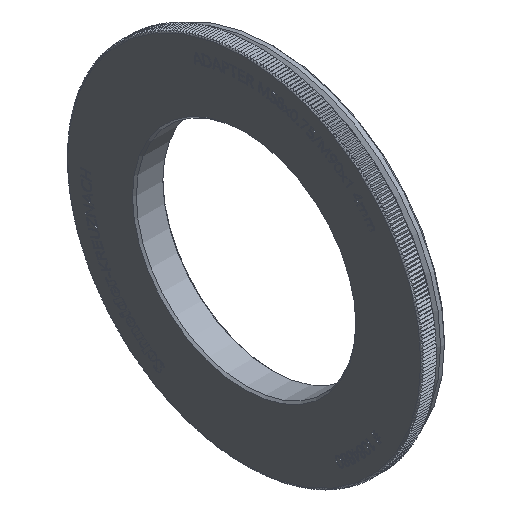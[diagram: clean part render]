
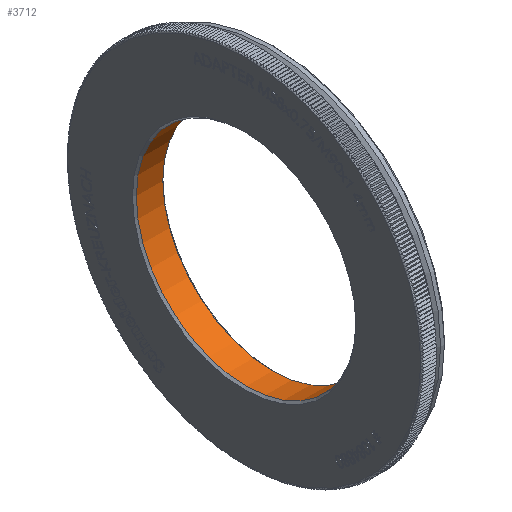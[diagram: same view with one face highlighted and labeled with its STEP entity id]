
A CAD part, isometric view. The second image highlights one B-rep face of the part: STEP entity #3712.
In plain terms, the highlighted cylindrical face has radius 28.594 mm (diameter 57.188 mm), a full revolution.
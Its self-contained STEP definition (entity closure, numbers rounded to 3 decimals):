
#3700=CYLINDRICAL_SURFACE('',#24993,28.594);
#3712=ADVANCED_FACE('',(#6270,#6271),#3700,.F.);
#6205=CIRCLE('',#24990,28.594);
#6206=CIRCLE('',#24992,28.594);
#6270=FACE_BOUND('',#6404,.T.);
#6271=FACE_BOUND('',#6405,.T.);
#6404=EDGE_LOOP('',(#8258));
#6405=EDGE_LOOP('',(#8259));
#8258=ORIENTED_EDGE('',*,*,#18472,.T.);
#8259=ORIENTED_EDGE('',*,*,#18471,.F.);
#15912=VERTEX_POINT('',#32825);
#15913=VERTEX_POINT('',#32828);
#18471=EDGE_CURVE('',#15912,#15912,#6205,.T.);
#18472=EDGE_CURVE('',#15913,#15913,#6206,.T.);
#24990=AXIS2_PLACEMENT_3D('',#32824,#26146,#26147);
#24992=AXIS2_PLACEMENT_3D('',#32827,#26150,#26151);
#24993=AXIS2_PLACEMENT_3D('',#32829,#26152,#26153);
#26146=DIRECTION('',(-1.,0.,0.));
#26147=DIRECTION('',(0.,0.,1.));
#26150=DIRECTION('',(-1.,0.,0.));
#26151=DIRECTION('',(0.,0.,1.));
#26152=DIRECTION('',(-1.,0.,0.));
#26153=DIRECTION('',(0.,0.,1.));
#32824=CARTESIAN_POINT('',(6.4,0.,0.));
#32825=CARTESIAN_POINT('',(6.4,0.,28.594));
#32827=CARTESIAN_POINT('',(-0.5,0.,0.));
#32828=CARTESIAN_POINT('',(-0.5,0.,28.594));
#32829=CARTESIAN_POINT('',(0.,0.,0.));
